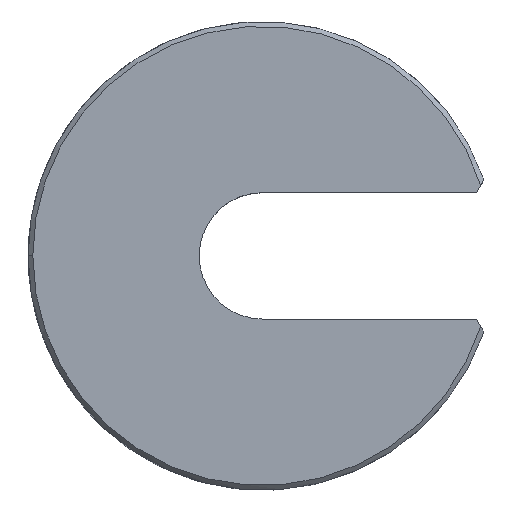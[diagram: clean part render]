
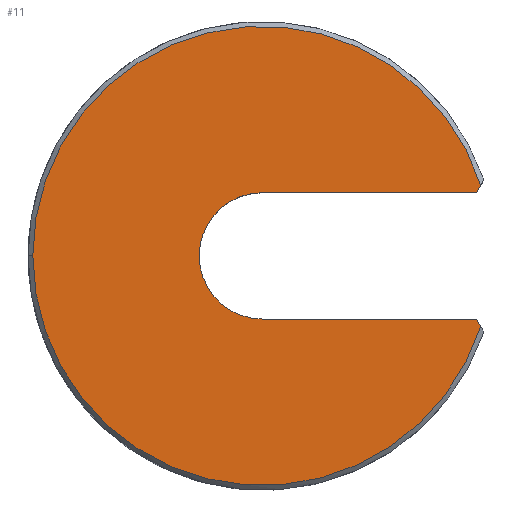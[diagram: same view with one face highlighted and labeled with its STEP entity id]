
A CAD part, top view. The second image highlights one B-rep face of the part: STEP entity #11.
In plain terms, the highlighted planar face has unit normal (0, 0, 1).
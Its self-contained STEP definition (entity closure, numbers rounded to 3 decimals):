
#10 = EDGE_CURVE ( 'NONE', #102, #12, #219, .T. ) ;
#11 = ADVANCED_FACE ( 'NONE', ( #179 ), #123, .T. ) ;
#12 = VERTEX_POINT ( 'NONE', #141 ) ;
#13 = VERTEX_POINT ( 'NONE', #151 ) ;
#14 = ORIENTED_EDGE ( 'NONE', *, *, #16, .T. ) ;
#15 = ORIENTED_EDGE ( 'NONE', *, *, #10, .F. ) ;
#16 = EDGE_CURVE ( 'NONE', #102, #13, #135, .T. ) ;
#17 = ORIENTED_EDGE ( 'NONE', *, *, #31, .T. ) ;
#31 = EDGE_CURVE ( 'NONE', #13, #79, #247, .T. ) ;
#32 = EDGE_CURVE ( 'NONE', #38, #36, #274, .T. ) ;
#33 = ORIENTED_EDGE ( 'NONE', *, *, #37, .F. ) ;
#34 = ORIENTED_EDGE ( 'NONE', *, *, #32, .T. ) ;
#35 = ORIENTED_EDGE ( 'NONE', *, *, #78, .T. ) ;
#36 = VERTEX_POINT ( 'NONE', #275 ) ;
#37 = EDGE_CURVE ( 'NONE', #75, #36, #328, .T. ) ;
#38 = VERTEX_POINT ( 'NONE', #331 ) ;
#55 = ORIENTED_EDGE ( 'NONE', *, *, #221, .F. ) ;
#67 = EDGE_LOOP ( 'NONE', ( #15, #14, #17, #35, #34, #33, #55 ) ) ;
#75 = VERTEX_POINT ( 'NONE', #308 ) ;
#78 = EDGE_CURVE ( 'NONE', #79, #38, #245, .T. ) ;
#79 = VERTEX_POINT ( 'NONE', #242 ) ;
#102 = VERTEX_POINT ( 'NONE', #460 ) ;
#123 = PLANE ( 'NONE',  #194 ) ;
#124 = DIRECTION ( 'NONE',  ( -1., 0., 0. ) ) ;
#125 = VECTOR ( 'NONE', #124, 1000. ) ;
#126 = CARTESIAN_POINT ( 'NONE',  ( 0., 6.747, 0. ) ) ;
#133 = VECTOR ( 'NONE', #211, 1000. ) ;
#134 = CARTESIAN_POINT ( 'NONE',  ( 14.485, -8.143, 0. ) ) ;
#135 = LINE ( 'NONE', #134, #133 ) ;
#138 = DIRECTION ( 'NONE',  ( 1., 0., 0. ) ) ;
#139 = DIRECTION ( 'NONE',  ( 0., 0., 1. ) ) ;
#140 = CARTESIAN_POINT ( 'NONE',  ( 0., 0., 0. ) ) ;
#141 = CARTESIAN_POINT ( 'NONE',  ( 0., 6.747, 0. ) ) ;
#151 = CARTESIAN_POINT ( 'NONE',  ( 23.307, 7.551, 0. ) ) ;
#179 = FACE_OUTER_BOUND ( 'NONE', #67, .T. ) ;
#194 = AXIS2_PLACEMENT_3D ( 'NONE', #140, #139, #138 ) ;
#211 = DIRECTION ( 'NONE',  ( 0.49, 0.872, 0. ) ) ;
#219 = LINE ( 'NONE', #126, #125 ) ;
#221 = EDGE_CURVE ( 'NONE', #12, #75, #514, .T. ) ;
#242 = CARTESIAN_POINT ( 'NONE',  ( -24.5, 0., 0. ) ) ;
#243 = DIRECTION ( 'NONE',  ( 1., 0., 0. ) ) ;
#244 = DIRECTION ( 'NONE',  ( 0., 0., 1. ) ) ;
#245 = CIRCLE ( 'NONE', #335, 24.5 ) ;
#247 = CIRCLE ( 'NONE', #344, 24.5 ) ;
#272 = VECTOR ( 'NONE', #304, 1000. ) ;
#273 = CARTESIAN_POINT ( 'NONE',  ( 14.485, 8.143, 0. ) ) ;
#274 = LINE ( 'NONE', #273, #272 ) ;
#275 = CARTESIAN_POINT ( 'NONE',  ( 22.856, -6.747, 0. ) ) ;
#276 = DIRECTION ( 'NONE',  ( 1., 0., 0. ) ) ;
#277 = DIRECTION ( 'NONE',  ( 0., 0., 1. ) ) ;
#278 = CARTESIAN_POINT ( 'NONE',  ( 0., 0., 0. ) ) ;
#279 = CARTESIAN_POINT ( 'NONE',  ( 0., 0., 0. ) ) ;
#304 = DIRECTION ( 'NONE',  ( -0.49, 0.872, 0. ) ) ;
#308 = CARTESIAN_POINT ( 'NONE',  ( 0., -6.747, 0. ) ) ;
#328 = LINE ( 'NONE', #363, #362 ) ;
#331 = CARTESIAN_POINT ( 'NONE',  ( 23.307, -7.551, 0. ) ) ;
#335 = AXIS2_PLACEMENT_3D ( 'NONE', #279, #244, #243 ) ;
#344 = AXIS2_PLACEMENT_3D ( 'NONE', #278, #277, #276 ) ;
#361 = DIRECTION ( 'NONE',  ( 1., 0., 0. ) ) ;
#362 = VECTOR ( 'NONE', #361, 1000. ) ;
#363 = CARTESIAN_POINT ( 'NONE',  ( 25., -6.747, 0. ) ) ;
#460 = CARTESIAN_POINT ( 'NONE',  ( 22.856, 6.747, 0. ) ) ;
#511 = DIRECTION ( 'NONE',  ( 0., 0., 1. ) ) ;
#512 = CARTESIAN_POINT ( 'NONE',  ( 0., 0., 0. ) ) ;
#513 = AXIS2_PLACEMENT_3D ( 'NONE', #512, #511, #533 ) ;
#514 = CIRCLE ( 'NONE', #513, 6.747 ) ;
#533 = DIRECTION ( 'NONE',  ( 1., 0., 0. ) ) ;
